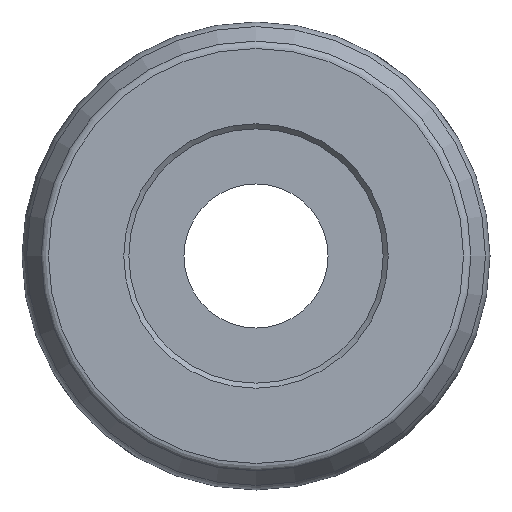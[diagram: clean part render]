
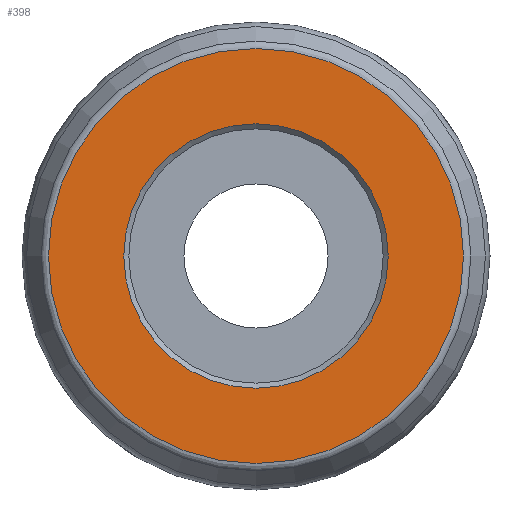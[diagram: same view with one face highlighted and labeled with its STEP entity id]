
A CAD part, front view. The second image highlights one B-rep face of the part: STEP entity #398.
In plain terms, the highlighted planar face has unit normal (0, -1, 0).
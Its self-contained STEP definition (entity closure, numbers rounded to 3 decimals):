
#19 = DIRECTION ( 'NONE',  ( 0., 0., 1. ) ) ;
#112 = DIRECTION ( 'NONE',  ( 0., -1., 0. ) ) ;
#120 = DIRECTION ( 'NONE',  ( 0., 0., 1. ) ) ;
#137 = AXIS2_PLACEMENT_3D ( 'NONE', #829, #1010, #575 ) ;
#141 = PLANE ( 'NONE',  #137 ) ;
#263 = AXIS2_PLACEMENT_3D ( 'NONE', #619, #112, #120 ) ;
#337 = CARTESIAN_POINT ( 'NONE',  ( 0., -5.4, 0. ) ) ;
#398 = ADVANCED_FACE ( 'NONE', ( #1089, #715 ), #141, .F. ) ;
#447 = CIRCLE ( 'NONE', #579, 7.8 ) ;
#575 = DIRECTION ( 'NONE',  ( 0., 0., 1. ) ) ;
#579 = AXIS2_PLACEMENT_3D ( 'NONE', #337, #1054, #19 ) ;
#619 = CARTESIAN_POINT ( 'NONE',  ( 0., -5.4, 0. ) ) ;
#702 = ORIENTED_EDGE ( 'NONE', *, *, #774, .T. ) ;
#715 = FACE_OUTER_BOUND ( 'NONE', #940, .T. ) ;
#724 = CARTESIAN_POINT ( 'NONE',  ( 0., -5.4, 7.8 ) ) ;
#751 = VERTEX_POINT ( 'NONE', #724 ) ;
#774 = EDGE_CURVE ( 'NONE', #962, #962, #1073, .T. ) ;
#798 = ORIENTED_EDGE ( 'NONE', *, *, #1068, .T. ) ;
#829 = CARTESIAN_POINT ( 'NONE',  ( -14.327, -5.4, 68.76 ) ) ;
#940 = EDGE_LOOP ( 'NONE', ( #702 ) ) ;
#955 = CARTESIAN_POINT ( 'NONE',  ( 0., -5.4, 12.238 ) ) ;
#962 = VERTEX_POINT ( 'NONE', #955 ) ;
#1010 = DIRECTION ( 'NONE',  ( 0., 1., 0. ) ) ;
#1038 = EDGE_LOOP ( 'NONE', ( #798 ) ) ;
#1054 = DIRECTION ( 'NONE',  ( 0., 1., 0. ) ) ;
#1068 = EDGE_CURVE ( 'NONE', #751, #751, #447, .T. ) ;
#1073 = CIRCLE ( 'NONE', #263, 12.238 ) ;
#1089 = FACE_BOUND ( 'NONE', #1038, .T. ) ;
